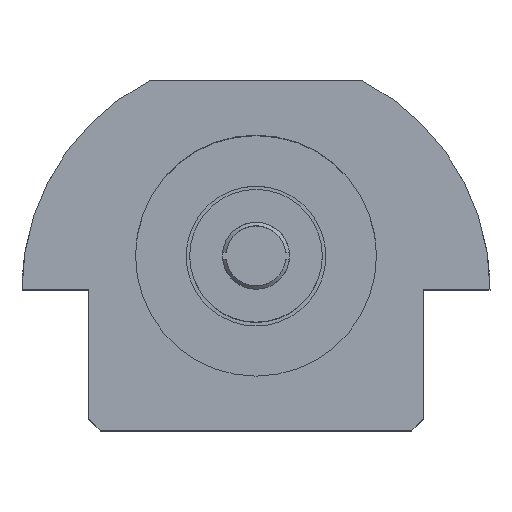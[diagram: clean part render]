
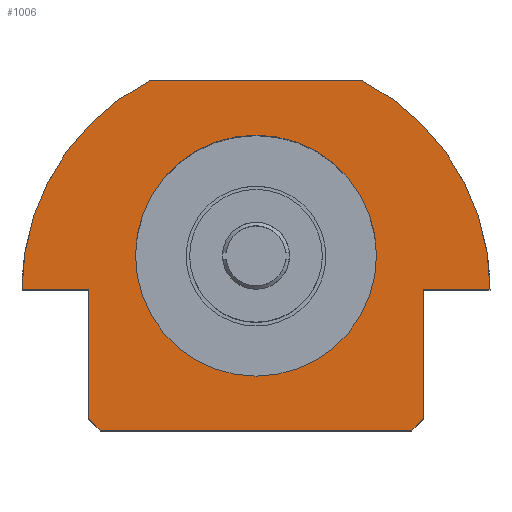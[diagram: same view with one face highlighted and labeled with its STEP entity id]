
A CAD part, top view. The second image highlights one B-rep face of the part: STEP entity #1006.
In plain terms, the highlighted planar face has unit normal (0, 0, 1).
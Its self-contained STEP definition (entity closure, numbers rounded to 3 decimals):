
#52=LINE('',#1431,#94);
#55=LINE('',#1437,#97);
#58=LINE('',#1443,#100);
#60=LINE('',#1449,#102);
#64=LINE('',#1459,#106);
#65=LINE('',#1461,#107);
#67=LINE('',#1465,#109);
#69=LINE('',#1469,#111);
#94=VECTOR('',#1215,1000.);
#97=VECTOR('',#1220,1000.);
#100=VECTOR('',#1225,1000.);
#102=VECTOR('',#1233,1000.);
#106=VECTOR('',#1243,1000.);
#107=VECTOR('',#1246,1000.);
#109=VECTOR('',#1250,1000.);
#111=VECTOR('',#1254,1000.);
#138=PLANE('',#1077);
#255=ORIENTED_EDGE('',*,*,#386,.T.);
#256=ORIENTED_EDGE('',*,*,#385,.F.);
#257=ORIENTED_EDGE('',*,*,#383,.T.);
#258=ORIENTED_EDGE('',*,*,#381,.F.);
#259=ORIENTED_EDGE('',*,*,#380,.F.);
#260=ORIENTED_EDGE('',*,*,#377,.F.);
#261=ORIENTED_EDGE('',*,*,#375,.F.);
#262=ORIENTED_EDGE('',*,*,#373,.F.);
#263=ORIENTED_EDGE('',*,*,#372,.F.);
#264=ORIENTED_EDGE('',*,*,#369,.F.);
#265=ORIENTED_EDGE('',*,*,#366,.T.);
#366=EDGE_CURVE('',#450,#451,#52,.F.);
#369=EDGE_CURVE('',#450,#452,#55,.T.);
#372=EDGE_CURVE('',#452,#453,#58,.T.);
#373=EDGE_CURVE('',#453,#454,#502,.T.);
#375=EDGE_CURVE('',#454,#455,#60,.T.);
#377=EDGE_CURVE('',#455,#456,#503,.T.);
#380=EDGE_CURVE('',#456,#457,#64,.T.);
#381=EDGE_CURVE('',#457,#458,#65,.T.);
#383=EDGE_CURVE('',#459,#458,#67,.F.);
#385=EDGE_CURVE('',#459,#451,#69,.T.);
#386=EDGE_CURVE('',#460,#460,#504,.T.);
#450=VERTEX_POINT('',#1432);
#451=VERTEX_POINT('',#1433);
#452=VERTEX_POINT('',#1438);
#453=VERTEX_POINT('',#1442);
#454=VERTEX_POINT('',#1446);
#455=VERTEX_POINT('',#1450);
#456=VERTEX_POINT('',#1454);
#457=VERTEX_POINT('',#1458);
#458=VERTEX_POINT('',#1462);
#459=VERTEX_POINT('',#1466);
#460=VERTEX_POINT('',#1472);
#502=CIRCLE('',#1069,3.35);
#503=CIRCLE('',#1072,3.35);
#504=CIRCLE('',#1078,1.725);
#558=EDGE_LOOP('',(#255));
#559=EDGE_LOOP('',(#256,#257,#258,#259,#260,#261,#262,#263,#264,#265));
#622=FACE_BOUND('',#558,.T.);
#623=FACE_BOUND('',#559,.T.);
#1006=ADVANCED_FACE('',(#622,#623),#138,.F.);
#1069=AXIS2_PLACEMENT_3D('',#1445,#1228,#1229);
#1072=AXIS2_PLACEMENT_3D('',#1453,#1237,#1238);
#1077=AXIS2_PLACEMENT_3D('',#1470,#1255,#1256);
#1078=AXIS2_PLACEMENT_3D('',#1471,#1257,#1258);
#1215=DIRECTION('',(-0.707,0.707,0.));
#1220=DIRECTION('',(0.,1.,0.));
#1225=DIRECTION('',(-1.,0.,0.));
#1228=DIRECTION('',(0.,0.,-1.));
#1229=DIRECTION('',(1.,0.,0.));
#1233=DIRECTION('',(1.,0.,0.));
#1237=DIRECTION('',(0.,0.,-1.));
#1238=DIRECTION('',(-1.,0.,0.));
#1243=DIRECTION('',(-1.,0.,0.));
#1246=DIRECTION('',(0.,-1.,0.));
#1250=DIRECTION('',(-0.707,-0.707,0.));
#1254=DIRECTION('',(-1.,0.,0.));
#1255=DIRECTION('',(0.,0.,-1.));
#1256=DIRECTION('',(-1.,0.,0.));
#1257=DIRECTION('',(0.,0.,-1.));
#1258=DIRECTION('',(1.,0.,0.));
#1431=CARTESIAN_POINT('',(-2.23,-2.5,6.25));
#1432=CARTESIAN_POINT('',(-2.4,-2.33,6.25));
#1433=CARTESIAN_POINT('',(-2.23,-2.5,6.25));
#1437=CARTESIAN_POINT('',(-2.4,-2.5,6.25));
#1438=CARTESIAN_POINT('',(-2.4,-0.48,6.25));
#1442=CARTESIAN_POINT('',(-3.35,-0.48,6.25));
#1443=CARTESIAN_POINT('',(-2.4,-0.48,6.25));
#1445=CARTESIAN_POINT('',(0.,-0.48,6.25));
#1446=CARTESIAN_POINT('',(-1.53,2.5,6.25));
#1449=CARTESIAN_POINT('',(-1.53,2.5,6.25));
#1450=CARTESIAN_POINT('',(1.53,2.5,6.25));
#1453=CARTESIAN_POINT('',(0.,-0.48,6.25));
#1454=CARTESIAN_POINT('',(3.35,-0.48,6.25));
#1458=CARTESIAN_POINT('',(2.4,-0.48,6.25));
#1459=CARTESIAN_POINT('',(3.35,-0.48,6.25));
#1461=CARTESIAN_POINT('',(2.4,-0.48,6.25));
#1462=CARTESIAN_POINT('',(2.4,-2.33,6.25));
#1465=CARTESIAN_POINT('',(2.4,-2.33,6.25));
#1466=CARTESIAN_POINT('',(2.23,-2.5,6.25));
#1469=CARTESIAN_POINT('',(2.4,-2.5,6.25));
#1470=CARTESIAN_POINT('',(0.,-0.48,6.25));
#1471=CARTESIAN_POINT('',(0.,0.,6.25));
#1472=CARTESIAN_POINT('',(1.725,0.,6.25));
